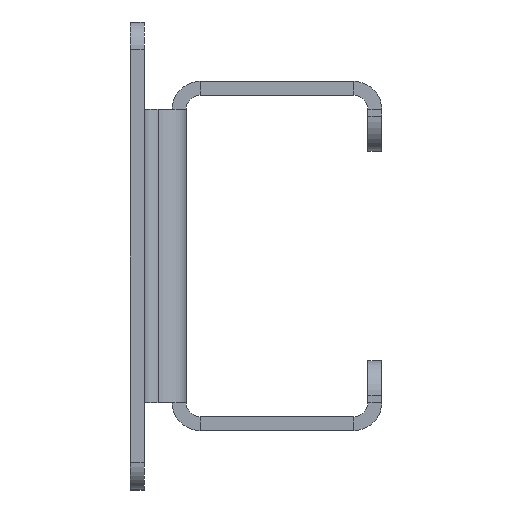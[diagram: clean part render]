
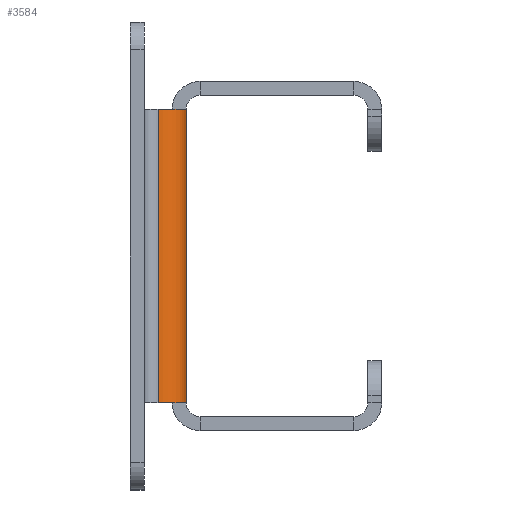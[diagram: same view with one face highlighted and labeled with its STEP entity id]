
A CAD part, left-side view. The second image highlights one B-rep face of the part: STEP entity #3584.
In plain terms, the highlighted cylindrical face has radius 4 mm (diameter 8 mm), a partial arc.
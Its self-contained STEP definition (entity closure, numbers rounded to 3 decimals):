
#1067 = EDGE_CURVE ( 'NONE', #11534, #3117, #11528, .T. ) ;
#2036 = CARTESIAN_POINT ( 'NONE',  ( -295.6, 2., 67.202 ) ) ;
#2776 = VERTEX_POINT ( 'NONE', #5999 ) ;
#3117 = VERTEX_POINT ( 'NONE', #18303 ) ;
#3493 = CARTESIAN_POINT ( 'NONE',  ( -299.6, 2., 0. ) ) ;
#3584 = ADVANCED_FACE ( 'NONE', ( #19914 ), #22315, .T. ) ;
#3936 = DIRECTION ( 'NONE',  ( 0., 0., -1. ) ) ;
#5999 = CARTESIAN_POINT ( 'NONE',  ( -295.6, -2., -21. ) ) ;
#6817 = VECTOR ( 'NONE', #19988, 1000. ) ;
#7197 = ORIENTED_EDGE ( 'NONE', *, *, #1067, .T. ) ;
#7596 = CARTESIAN_POINT ( 'NONE',  ( -295.6, -2., 21. ) ) ;
#7789 = ORIENTED_EDGE ( 'NONE', *, *, #21812, .F. ) ;
#8868 = ORIENTED_EDGE ( 'NONE', *, *, #16433, .T. ) ;
#9691 = DIRECTION ( 'NONE',  ( -1., 0., 0. ) ) ;
#9796 = DIRECTION ( 'NONE',  ( 0., 0., 1. ) ) ;
#10003 = EDGE_CURVE ( 'NONE', #3117, #2776, #23222, .T. ) ;
#10865 = VECTOR ( 'NONE', #13804, 1000. ) ;
#11403 = EDGE_LOOP ( 'NONE', ( #7789, #8868, #7197, #15798 ) ) ;
#11528 = LINE ( 'NONE', #3493, #10865 ) ;
#11534 = VERTEX_POINT ( 'NONE', #16576 ) ;
#12889 = DIRECTION ( 'NONE',  ( -1., 0., 0. ) ) ;
#13350 = AXIS2_PLACEMENT_3D ( 'NONE', #18253, #9796, #17988 ) ;
#13804 = DIRECTION ( 'NONE',  ( 0., 0., -1. ) ) ;
#14054 = CARTESIAN_POINT ( 'NONE',  ( -295.6, -2., 0. ) ) ;
#14101 = AXIS2_PLACEMENT_3D ( 'NONE', #2036, #3936, #9691 ) ;
#15798 = ORIENTED_EDGE ( 'NONE', *, *, #10003, .T. ) ;
#16433 = EDGE_CURVE ( 'NONE', #19147, #11534, #19041, .T. ) ;
#16576 = CARTESIAN_POINT ( 'NONE',  ( -299.6, 2., 21. ) ) ;
#17988 = DIRECTION ( 'NONE',  ( 1., 0., 0. ) ) ;
#18229 = LINE ( 'NONE', #14054, #6817 ) ;
#18253 = CARTESIAN_POINT ( 'NONE',  ( -295.6, 2., -21. ) ) ;
#18303 = CARTESIAN_POINT ( 'NONE',  ( -299.6, 2., -21. ) ) ;
#19041 = CIRCLE ( 'NONE', #25040, 4. ) ;
#19147 = VERTEX_POINT ( 'NONE', #7596 ) ;
#19206 = CARTESIAN_POINT ( 'NONE',  ( -295.6, 2., 21. ) ) ;
#19472 = DIRECTION ( 'NONE',  ( 0., 0., -1. ) ) ;
#19914 = FACE_OUTER_BOUND ( 'NONE', #11403, .T. ) ;
#19988 = DIRECTION ( 'NONE',  ( 0., 0., -1. ) ) ;
#21812 = EDGE_CURVE ( 'NONE', #19147, #2776, #18229, .T. ) ;
#22315 = CYLINDRICAL_SURFACE ( 'NONE', #14101, 4. ) ;
#23222 = CIRCLE ( 'NONE', #13350, 4. ) ;
#25040 = AXIS2_PLACEMENT_3D ( 'NONE', #19206, #19472, #12889 ) ;
